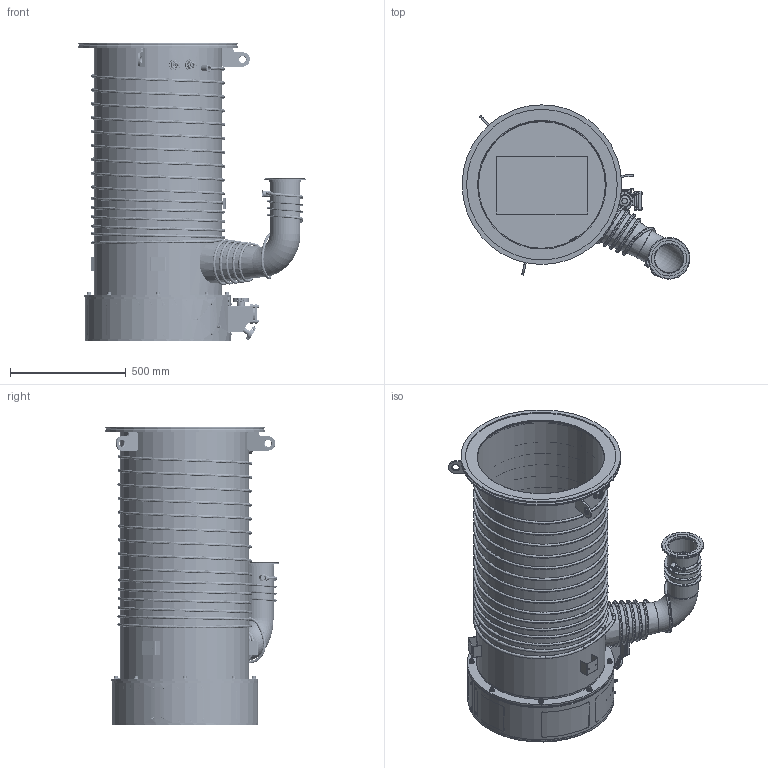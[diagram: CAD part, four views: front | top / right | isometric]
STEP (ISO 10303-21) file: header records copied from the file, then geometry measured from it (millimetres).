
FILE_DESCRIPTION(('STEP AP242'), '1');
FILE_NAME('DIJ630 ïîâåðõíîñòÿìè', '', ('UNSPECIFIED'), ('UNSPECIFIED'), 'C3D Converter', 'C3D Toolkit', '');
FILE_SCHEMA(('AP242_MANAGED_MODEL_BASED_3D_ENGINEERING_MIM_LF { 1 0 10303 442 1 1 4 }'));
Length unit declared in the file: millimetre
Bounding box: 984.84 x 752.42 x 1292 mm (x, y, z)
Surface area: 7871964.1 mm2 (no closed solid volume)
Topology: 0 solids, 160 shells, 1974 faces, 9690 edges, 7540 vertices
Faces by surface type: plane 1382, cylinder 335, cone 107, bspline 69, torus 66, sphere 8, revolution 4, extrusion 3
Full cylindrical faces by diameter (mm): 2.5 x4, 3 x2, 3.4 x6, 4.16 x5, 4.917 x4, 5 x10, 5.1 x16, 5.3 x1, 6 x1, 8.5 x10, 10 x25, 12 x9, 12.2 x2, 14 x2, 14.2 x1, 14.95 x2, 15 x2, 16 x12, 18.6 x2, 20 x3, 22.25 x8, 24 x2, 28 x2, 30 x5, 36 x1, 39 x2, 40 x2, 48 x2, 55 x2, 60 x1
Entity records: 206754 total; most frequent: CARTESIAN_POINT 118871, DIRECTION 13519, ORIENTED_EDGE 12601, EDGE_CURVE 9357, VERTEX_POINT 7516, VECTOR 5437, LINE 5434, AXIS2_PLACEMENT_3D 4039
